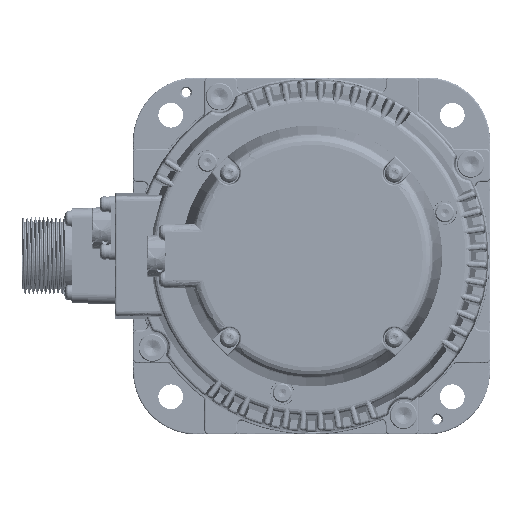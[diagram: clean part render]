
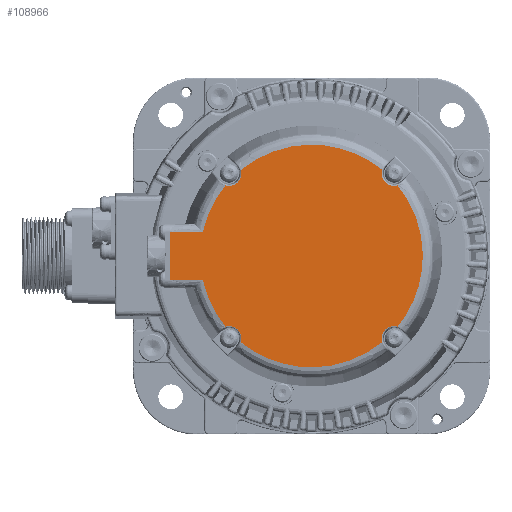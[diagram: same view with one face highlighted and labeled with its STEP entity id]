
A CAD part, left-side view. The second image highlights one B-rep face of the part: STEP entity #108966.
In plain terms, the highlighted free-form (B-spline) face has degree [1, 1] with [2, 2] control points.
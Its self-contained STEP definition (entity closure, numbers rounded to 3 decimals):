
#37=CARTESIAN_POINT('',(-199.1,51.5,8.67));
#38=VERTEX_POINT('',#37);
#68=CARTESIAN_POINT('',(-199.1,51.5,-8.67));
#69=VERTEX_POINT('',#68);
#76=CARTESIAN_POINT('',(-199.1,51.5,8.67));
#77=CARTESIAN_POINT('',(-199.1,51.5,-8.67));
#78=B_SPLINE_CURVE_WITH_KNOTS('',1,(#76,#77),.POLYLINE_FORM.,.F.,.U.,(2,2),(0.,1.),.UNSPECIFIED.);
#79=EDGE_CURVE('',#38,#69,#78,.T.);
#105646=CARTESIAN_POINT('',(-199.1,39.607,-8.67));
#105647=VERTEX_POINT('',#105646);
#105658=CARTESIAN_POINT('',(-199.1,39.607,-8.67));
#105659=CARTESIAN_POINT('',(-199.1,51.5,-8.67));
#105660=B_SPLINE_CURVE_WITH_KNOTS('',1,(#105658,#105659),.POLYLINE_FORM.,.F.,.U.,(2,2),(0.,1.),.UNSPECIFIED.);
#105661=EDGE_CURVE('',#105647,#69,#105660,.T.);
#105697=CARTESIAN_POINT('',(-199.1,39.607,8.67));
#105698=VERTEX_POINT('',#105697);
#105699=CARTESIAN_POINT('',(-199.1,51.5,8.67));
#105700=CARTESIAN_POINT('',(-199.1,39.607,8.67));
#105701=B_SPLINE_CURVE_WITH_KNOTS('',1,(#105699,#105700),.POLYLINE_FORM.,.F.,.U.,(2,2),(0.,1.),.UNSPECIFIED.);
#105702=EDGE_CURVE('',#38,#105698,#105701,.T.);
#105980=CARTESIAN_POINT('',(-199.1,-31.349,25.712));
#105981=VERTEX_POINT('',#105980);
#106024=CARTESIAN_POINT('',(-199.1,-25.712,31.349));
#106025=VERTEX_POINT('',#106024);
#106034=CARTESIAN_POINT('',(-199.1,-25.712,31.349));
#106035=CARTESIAN_POINT('',(-199.1,-24.938,28.76));
#106036=CARTESIAN_POINT('',(-199.1,-26.849,26.849));
#106037=CARTESIAN_POINT('',(-199.1,-28.76,24.938));
#106038=CARTESIAN_POINT('',(-199.1,-31.349,25.712));
#106039=(BOUNDED_CURVE()B_SPLINE_CURVE(2,(#106034,#106035,#106036,#106037,#106038),.CIRCULAR_ARC.,.F.,.U.)B_SPLINE_CURVE_WITH_KNOTS((3,2,3),(0.,0.5,1.),.UNSPECIFIED.)CURVE()GEOMETRIC_REPRESENTATION_ITEM()RATIONAL_B_SPLINE_CURVE((1.,0.859,1.,0.859,1.))REPRESENTATION_ITEM(''));
#106040=EDGE_CURVE('',#106025,#105981,#106039,.T.);
#106431=CARTESIAN_POINT('',(-199.1,-25.712,-31.349));
#106432=VERTEX_POINT('',#106431);
#106475=CARTESIAN_POINT('',(-199.1,-31.349,-25.712));
#106476=VERTEX_POINT('',#106475);
#106485=CARTESIAN_POINT('',(-199.1,-31.349,-25.712));
#106486=CARTESIAN_POINT('',(-199.1,-28.76,-24.938));
#106487=CARTESIAN_POINT('',(-199.1,-26.849,-26.849));
#106488=CARTESIAN_POINT('',(-199.1,-24.938,-28.76));
#106489=CARTESIAN_POINT('',(-199.1,-25.712,-31.349));
#106490=(BOUNDED_CURVE()B_SPLINE_CURVE(2,(#106485,#106486,#106487,#106488,#106489),.CIRCULAR_ARC.,.F.,.U.)B_SPLINE_CURVE_WITH_KNOTS((3,2,3),(0.,0.5,1.),.UNSPECIFIED.)CURVE()GEOMETRIC_REPRESENTATION_ITEM()RATIONAL_B_SPLINE_CURVE((1.,0.859,1.,0.859,1.))REPRESENTATION_ITEM(''));
#106491=EDGE_CURVE('',#106476,#106432,#106490,.T.);
#106882=CARTESIAN_POINT('',(-199.1,31.349,-25.712));
#106883=VERTEX_POINT('',#106882);
#106926=CARTESIAN_POINT('',(-199.1,25.712,-31.349));
#106927=VERTEX_POINT('',#106926);
#106936=CARTESIAN_POINT('',(-199.1,25.712,-31.349));
#106937=CARTESIAN_POINT('',(-199.1,24.938,-28.76));
#106938=CARTESIAN_POINT('',(-199.1,26.849,-26.849));
#106939=CARTESIAN_POINT('',(-199.1,28.76,-24.938));
#106940=CARTESIAN_POINT('',(-199.1,31.349,-25.712));
#106941=(BOUNDED_CURVE()B_SPLINE_CURVE(2,(#106936,#106937,#106938,#106939,#106940),.CIRCULAR_ARC.,.F.,.U.)B_SPLINE_CURVE_WITH_KNOTS((3,2,3),(0.,0.5,1.),.UNSPECIFIED.)CURVE()GEOMETRIC_REPRESENTATION_ITEM()RATIONAL_B_SPLINE_CURVE((1.,0.859,1.,0.859,1.))REPRESENTATION_ITEM(''));
#106942=EDGE_CURVE('',#106927,#106883,#106941,.T.);
#107333=CARTESIAN_POINT('',(-199.1,25.712,31.349));
#107334=VERTEX_POINT('',#107333);
#107377=CARTESIAN_POINT('',(-199.1,31.349,25.712));
#107378=VERTEX_POINT('',#107377);
#107387=CARTESIAN_POINT('',(-199.1,31.349,25.712));
#107388=CARTESIAN_POINT('',(-199.1,28.76,24.938));
#107389=CARTESIAN_POINT('',(-199.1,26.849,26.849));
#107390=CARTESIAN_POINT('',(-199.1,24.938,28.76));
#107391=CARTESIAN_POINT('',(-199.1,25.712,31.349));
#107392=(BOUNDED_CURVE()B_SPLINE_CURVE(2,(#107387,#107388,#107389,#107390,#107391),.CIRCULAR_ARC.,.F.,.U.)B_SPLINE_CURVE_WITH_KNOTS((3,2,3),(0.,0.5,1.),.UNSPECIFIED.)CURVE()GEOMETRIC_REPRESENTATION_ITEM()RATIONAL_B_SPLINE_CURVE((1.,0.859,1.,0.859,1.))REPRESENTATION_ITEM(''));
#107393=EDGE_CURVE('',#107378,#107334,#107392,.T.);
#107611=CARTESIAN_POINT('',(-199.1,-25.712,-31.349));
#107612=CARTESIAN_POINT('',(-199.1,0.,-52.438));
#107613=CARTESIAN_POINT('',(-199.1,25.712,-31.349));
#107614=(BOUNDED_CURVE()B_SPLINE_CURVE(2,(#107611,#107612,#107613),.CIRCULAR_ARC.,.F.,.U.)B_SPLINE_CURVE_WITH_KNOTS((3,3),(0.,1.),.UNSPECIFIED.)CURVE()GEOMETRIC_REPRESENTATION_ITEM()RATIONAL_B_SPLINE_CURVE((1.,0.773,1.))REPRESENTATION_ITEM(''));
#107615=EDGE_CURVE('',#106432,#106927,#107614,.T.);
#107640=CARTESIAN_POINT('',(-199.1,-31.349,25.712));
#107641=CARTESIAN_POINT('',(-199.1,-52.438,0.));
#107642=CARTESIAN_POINT('',(-199.1,-31.349,-25.712));
#107643=(BOUNDED_CURVE()B_SPLINE_CURVE(2,(#107640,#107641,#107642),.CIRCULAR_ARC.,.F.,.U.)B_SPLINE_CURVE_WITH_KNOTS((3,3),(0.,1.),.UNSPECIFIED.)CURVE()GEOMETRIC_REPRESENTATION_ITEM()RATIONAL_B_SPLINE_CURVE((1.,0.773,1.))REPRESENTATION_ITEM(''));
#107644=EDGE_CURVE('',#105981,#106476,#107643,.T.);
#107677=CARTESIAN_POINT('',(-199.1,25.712,31.349));
#107678=CARTESIAN_POINT('',(-199.1,0.,52.438));
#107679=CARTESIAN_POINT('',(-199.1,-25.712,31.349));
#107680=(BOUNDED_CURVE()B_SPLINE_CURVE(2,(#107677,#107678,#107679),.CIRCULAR_ARC.,.F.,.U.)B_SPLINE_CURVE_WITH_KNOTS((3,3),(0.,1.),.UNSPECIFIED.)CURVE()GEOMETRIC_REPRESENTATION_ITEM()RATIONAL_B_SPLINE_CURVE((1.,0.773,1.))REPRESENTATION_ITEM(''));
#107681=EDGE_CURVE('',#107334,#106025,#107680,.T.);
#108937=CARTESIAN_POINT('',(-199.1,51.5,-41.031));
#108938=CARTESIAN_POINT('',(-199.1,51.5,41.031));
#108939=CARTESIAN_POINT('',(-199.1,-41.097,-41.031));
#108940=CARTESIAN_POINT('',(-199.1,-41.097,41.031));
#108941=B_SPLINE_SURFACE_WITH_KNOTS('',1,1,((#108937,#108938),(#108939,#108940)),.PLANE_SURF.,.F.,.F.,.U.,(2,2),(2,2),(0.,1.),(0.,1.),.UNSPECIFIED.);
#108942=CARTESIAN_POINT('',(-199.1,31.349,-25.712));
#108943=CARTESIAN_POINT('',(-199.1,37.525,-18.183));
#108944=CARTESIAN_POINT('',(-199.1,39.607,-8.67));
#108945=(BOUNDED_CURVE()B_SPLINE_CURVE(2,(#108942,#108943,#108944),.CIRCULAR_ARC.,.F.,.U.)B_SPLINE_CURVE_WITH_KNOTS((3,3),(0.,1.),.UNSPECIFIED.)CURVE()GEOMETRIC_REPRESENTATION_ITEM()RATIONAL_B_SPLINE_CURVE((1.,0.972,1.))REPRESENTATION_ITEM(''));
#108946=EDGE_CURVE('',#106883,#105647,#108945,.T.);
#108947=ORIENTED_EDGE('',*,*,#108946,.F.);
#108948=ORIENTED_EDGE('',*,*,#106942,.F.);
#108949=ORIENTED_EDGE('',*,*,#107615,.F.);
#108950=ORIENTED_EDGE('',*,*,#106491,.F.);
#108951=ORIENTED_EDGE('',*,*,#107644,.F.);
#108952=ORIENTED_EDGE('',*,*,#106040,.F.);
#108953=ORIENTED_EDGE('',*,*,#107681,.F.);
#108954=ORIENTED_EDGE('',*,*,#107393,.F.);
#108955=CARTESIAN_POINT('',(-199.1,39.607,8.67));
#108956=CARTESIAN_POINT('',(-199.1,37.525,18.183));
#108957=CARTESIAN_POINT('',(-199.1,31.349,25.712));
#108958=(BOUNDED_CURVE()B_SPLINE_CURVE(2,(#108955,#108956,#108957),.CIRCULAR_ARC.,.F.,.U.)B_SPLINE_CURVE_WITH_KNOTS((3,3),(0.,1.),.UNSPECIFIED.)CURVE()GEOMETRIC_REPRESENTATION_ITEM()RATIONAL_B_SPLINE_CURVE((1.,0.972,1.))REPRESENTATION_ITEM(''));
#108959=EDGE_CURVE('',#105698,#107378,#108958,.T.);
#108960=ORIENTED_EDGE('',*,*,#108959,.F.);
#108961=ORIENTED_EDGE('',*,*,#105702,.F.);
#108962=ORIENTED_EDGE('',*,*,#79,.T.);
#108963=ORIENTED_EDGE('',*,*,#105661,.F.);
#108964=EDGE_LOOP('',(#108947,#108948,#108949,#108950,#108951,#108952,#108953,#108954,#108960,#108961,#108962,#108963));
#108965=FACE_OUTER_BOUND('',#108964,.T.);
#108966=ADVANCED_FACE('',(#108965),#108941,.T.);
